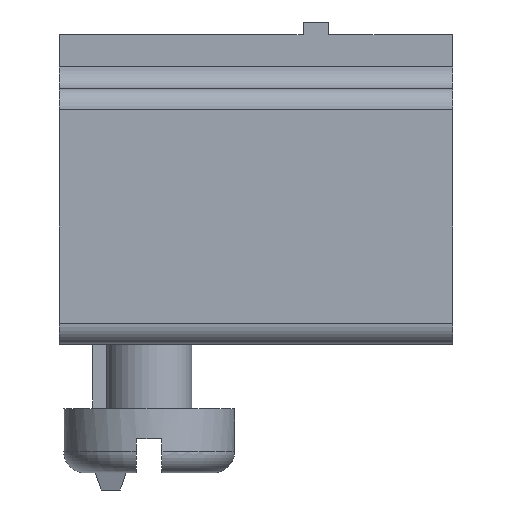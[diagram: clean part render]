
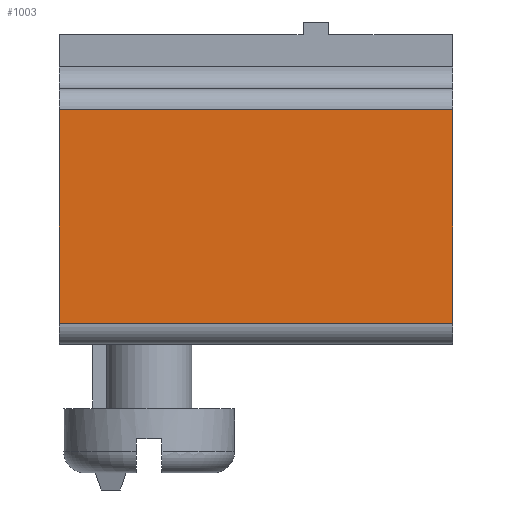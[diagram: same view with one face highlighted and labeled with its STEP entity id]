
A CAD part, left-side view. The second image highlights one B-rep face of the part: STEP entity #1003.
In plain terms, the highlighted planar face has unit normal (-1, 0, 0).
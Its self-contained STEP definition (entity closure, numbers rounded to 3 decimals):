
#32 = PLANE('',#33);
#33 = AXIS2_PLACEMENT_3D('',#34,#35,#36);
#34 = CARTESIAN_POINT('',(-6.9,1.2,0.));
#35 = DIRECTION('',(0.,1.,0.));
#36 = DIRECTION('',(-1.,0.,0.));
#57 = VERTEX_POINT('',#58);
#58 = CARTESIAN_POINT('',(-6.9,1.2,0.5));
#73 = CYLINDRICAL_SURFACE('',#74,0.5);
#74 = AXIS2_PLACEMENT_3D('',#75,#76,#77);
#75 = CARTESIAN_POINT('',(-6.4,1.2,0.5));
#76 = DIRECTION('',(0.,-1.,0.));
#77 = DIRECTION('',(0.,0.,-1.));
#85 = EDGE_CURVE('',#86,#57,#88,.T.);
#86 = VERTEX_POINT('',#87);
#87 = CARTESIAN_POINT('',(-6.9,1.2,5.5));
#88 = SURFACE_CURVE('',#89,(#93,#100),.PCURVE_S1.);
#89 = LINE('',#90,#91);
#90 = CARTESIAN_POINT('',(-6.9,1.2,6.));
#91 = VECTOR('',#92,1.);
#92 = DIRECTION('',(0.,0.,-1.));
#93 = PCURVE('',#32,#94);
#94 = DEFINITIONAL_REPRESENTATION('',(#95),#99);
#95 = LINE('',#96,#97);
#96 = CARTESIAN_POINT('',(0.,6.));
#97 = VECTOR('',#98,1.);
#98 = DIRECTION('',(0.,-1.));
#99 = ( GEOMETRIC_REPRESENTATION_CONTEXT(2)
PARAMETRIC_REPRESENTATION_CONTEXT() REPRESENTATION_CONTEXT('2D SPACE',''
) );
#100 = PCURVE('',#101,#106);
#101 = PLANE('',#102);
#102 = AXIS2_PLACEMENT_3D('',#103,#104,#105);
#103 = CARTESIAN_POINT('',(-6.9,1.2,6.));
#104 = DIRECTION('',(1.,0.,0.));
#105 = DIRECTION('',(0.,0.,-1.));
#106 = DEFINITIONAL_REPRESENTATION('',(#107),#111);
#107 = LINE('',#108,#109);
#108 = CARTESIAN_POINT('',(0.,0.));
#109 = VECTOR('',#110,1.);
#110 = DIRECTION('',(1.,0.));
#111 = ( GEOMETRIC_REPRESENTATION_CONTEXT(2)
PARAMETRIC_REPRESENTATION_CONTEXT() REPRESENTATION_CONTEXT('2D SPACE',''
) );
#134 = CYLINDRICAL_SURFACE('',#135,0.5);
#135 = AXIS2_PLACEMENT_3D('',#136,#137,#138);
#136 = CARTESIAN_POINT('',(-6.4,1.2,5.5));
#137 = DIRECTION('',(0.,-1.,0.));
#138 = DIRECTION('',(0.,0.,1.));
#479 = PLANE('',#480);
#480 = AXIS2_PLACEMENT_3D('',#481,#482,#483);
#481 = CARTESIAN_POINT('',(-6.9,-8.,0.));
#482 = DIRECTION('',(0.,1.,0.));
#483 = DIRECTION('',(-1.,0.,0.));
#904 = EDGE_CURVE('',#57,#905,#907,.T.);
#905 = VERTEX_POINT('',#906);
#906 = CARTESIAN_POINT('',(-6.9,-8.,0.5));
#907 = SURFACE_CURVE('',#908,(#912,#919),.PCURVE_S1.);
#908 = LINE('',#909,#910);
#909 = CARTESIAN_POINT('',(-6.9,1.2,0.5));
#910 = VECTOR('',#911,1.);
#911 = DIRECTION('',(0.,-1.,0.));
#912 = PCURVE('',#73,#913);
#913 = DEFINITIONAL_REPRESENTATION('',(#914),#918);
#914 = LINE('',#915,#916);
#915 = CARTESIAN_POINT('',(-1.571,0.));
#916 = VECTOR('',#917,1.);
#917 = DIRECTION('',(0.,1.));
#918 = ( GEOMETRIC_REPRESENTATION_CONTEXT(2)
PARAMETRIC_REPRESENTATION_CONTEXT() REPRESENTATION_CONTEXT('2D SPACE',''
) );
#919 = PCURVE('',#101,#920);
#920 = DEFINITIONAL_REPRESENTATION('',(#921),#925);
#921 = LINE('',#922,#923);
#922 = CARTESIAN_POINT('',(5.5,0.));
#923 = VECTOR('',#924,1.);
#924 = DIRECTION('',(0.,-1.));
#925 = ( GEOMETRIC_REPRESENTATION_CONTEXT(2)
PARAMETRIC_REPRESENTATION_CONTEXT() REPRESENTATION_CONTEXT('2D SPACE',''
) );
#1003 = ADVANCED_FACE('',(#1004),#101,.F.);
#1004 = FACE_BOUND('',#1005,.F.);
#1005 = EDGE_LOOP('',(#1006,#1007,#1030,#1051));
#1006 = ORIENTED_EDGE('',*,*,#85,.F.);
#1007 = ORIENTED_EDGE('',*,*,#1008,.T.);
#1008 = EDGE_CURVE('',#86,#1009,#1011,.T.);
#1009 = VERTEX_POINT('',#1010);
#1010 = CARTESIAN_POINT('',(-6.9,-8.,5.5));
#1011 = SURFACE_CURVE('',#1012,(#1016,#1023),.PCURVE_S1.);
#1012 = LINE('',#1013,#1014);
#1013 = CARTESIAN_POINT('',(-6.9,1.2,5.5));
#1014 = VECTOR('',#1015,1.);
#1015 = DIRECTION('',(0.,-1.,0.));
#1016 = PCURVE('',#101,#1017);
#1017 = DEFINITIONAL_REPRESENTATION('',(#1018),#1022);
#1018 = LINE('',#1019,#1020);
#1019 = CARTESIAN_POINT('',(0.5,0.));
#1020 = VECTOR('',#1021,1.);
#1021 = DIRECTION('',(0.,-1.));
#1022 = ( GEOMETRIC_REPRESENTATION_CONTEXT(2)
PARAMETRIC_REPRESENTATION_CONTEXT() REPRESENTATION_CONTEXT('2D SPACE',''
) );
#1023 = PCURVE('',#134,#1024);
#1024 = DEFINITIONAL_REPRESENTATION('',(#1025),#1029);
#1025 = LINE('',#1026,#1027);
#1026 = CARTESIAN_POINT('',(1.571,0.));
#1027 = VECTOR('',#1028,1.);
#1028 = DIRECTION('',(0.,1.));
#1029 = ( GEOMETRIC_REPRESENTATION_CONTEXT(2)
PARAMETRIC_REPRESENTATION_CONTEXT() REPRESENTATION_CONTEXT('2D SPACE',''
) );
#1030 = ORIENTED_EDGE('',*,*,#1031,.T.);
#1031 = EDGE_CURVE('',#1009,#905,#1032,.T.);
#1032 = SURFACE_CURVE('',#1033,(#1037,#1044),.PCURVE_S1.);
#1033 = LINE('',#1034,#1035);
#1034 = CARTESIAN_POINT('',(-6.9,-8.,6.));
#1035 = VECTOR('',#1036,1.);
#1036 = DIRECTION('',(0.,0.,-1.));
#1037 = PCURVE('',#101,#1038);
#1038 = DEFINITIONAL_REPRESENTATION('',(#1039),#1043);
#1039 = LINE('',#1040,#1041);
#1040 = CARTESIAN_POINT('',(0.,-9.2));
#1041 = VECTOR('',#1042,1.);
#1042 = DIRECTION('',(1.,0.));
#1043 = ( GEOMETRIC_REPRESENTATION_CONTEXT(2)
PARAMETRIC_REPRESENTATION_CONTEXT() REPRESENTATION_CONTEXT('2D SPACE',''
) );
#1044 = PCURVE('',#479,#1045);
#1045 = DEFINITIONAL_REPRESENTATION('',(#1046),#1050);
#1046 = LINE('',#1047,#1048);
#1047 = CARTESIAN_POINT('',(0.,6.));
#1048 = VECTOR('',#1049,1.);
#1049 = DIRECTION('',(0.,-1.));
#1050 = ( GEOMETRIC_REPRESENTATION_CONTEXT(2)
PARAMETRIC_REPRESENTATION_CONTEXT() REPRESENTATION_CONTEXT('2D SPACE',''
) );
#1051 = ORIENTED_EDGE('',*,*,#904,.F.);
